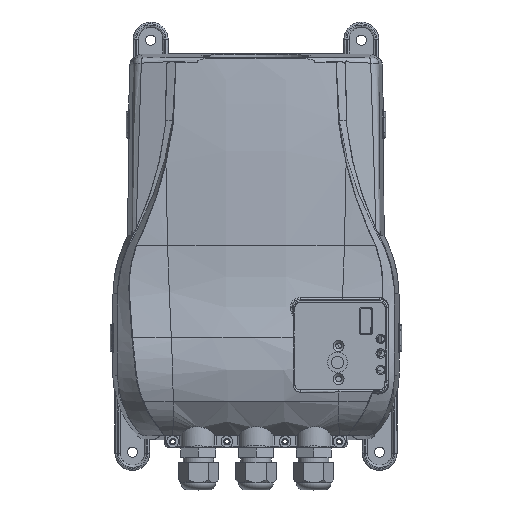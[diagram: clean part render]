
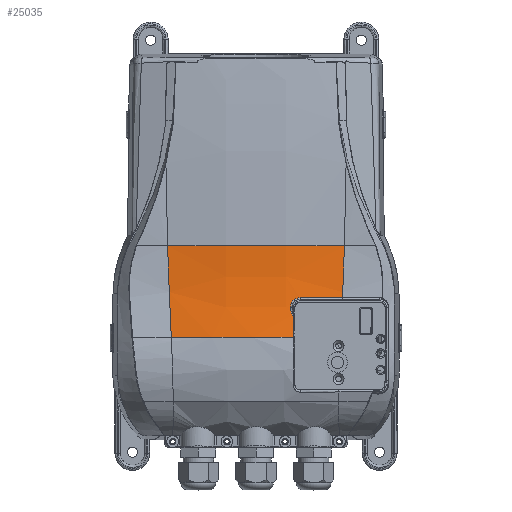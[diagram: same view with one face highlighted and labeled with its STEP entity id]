
A CAD part, top view. The second image highlights one B-rep face of the part: STEP entity #25035.
In plain terms, the highlighted free-form (B-spline) face has degree [3, 3] with [4, 4] control points.
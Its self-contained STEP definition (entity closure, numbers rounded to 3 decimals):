
#343=(
BOUNDED_CURVE()
B_SPLINE_CURVE(3,(#49775,#49776,#49777,#49778,#49779,#49780,#49781,#49782,
#49783,#49784,#49785,#49786),.UNSPECIFIED.,.F.,.F.)
B_SPLINE_CURVE_WITH_KNOTS((4,2,2,2,2,4),(0.,0.25,0.5,0.625,0.75,1.),
 .UNSPECIFIED.)
CURVE()
GEOMETRIC_REPRESENTATION_ITEM()
RATIONAL_B_SPLINE_CURVE((1.,1.,1.,1.,1.,1.,1.,1.,1.,1.,1.,1.))
REPRESENTATION_ITEM('')
);
#344=(
BOUNDED_CURVE()
B_SPLINE_CURVE(3,(#49831,#49832,#49833,#49834,#49835,#49836,#49837,#49838,
#49839,#49840,#49841,#49842,#49843,#49844),.UNSPECIFIED.,.F.,.F.)
B_SPLINE_CURVE_WITH_KNOTS((4,2,2,2,2,2,4),(0.,0.25,0.5,0.75,0.875,0.938,
1.),.UNSPECIFIED.)
CURVE()
GEOMETRIC_REPRESENTATION_ITEM()
RATIONAL_B_SPLINE_CURVE((1.,1.,1.,1.,1.,1.,1.,1.,1.,1.,1.,1.,1.,1.))
REPRESENTATION_ITEM('')
);
#731=(
BOUNDED_SURFACE()
B_SPLINE_SURFACE(3,3,((#50171,#50172,#50173,#50174),(#50175,#50176,#50177,
#50178),(#50179,#50180,#50181,#50182),(#50183,#50184,#50185,#50186)),
 .SURF_OF_REVOLUTION.,.F.,.F.,.F.)
B_SPLINE_SURFACE_WITH_KNOTS((4,4),(4,4),(0.,1.),(0.,1.),
 .PIECEWISE_BEZIER_KNOTS.)
GEOMETRIC_REPRESENTATION_ITEM()
RATIONAL_B_SPLINE_SURFACE(((1.,0.995,0.995,1.),
(1.,0.995,0.995,1.),(1.,0.995,0.995,
1.),(1.,0.995,0.995,1.)))
REPRESENTATION_ITEM('')
SURFACE()
);
#1570=LINE('',#49848,#3064);
#3064=VECTOR('',#29154,1000.);
#4781=B_SPLINE_CURVE_WITH_KNOTS('',3,(#49861,#49862,#49863,#49864),
 .UNSPECIFIED.,.F.,.F.,(4,4),(0.,1.),.UNSPECIFIED.);
#4782=B_SPLINE_CURVE_WITH_KNOTS('',3,(#49896,#49897,#49898,#49899),
 .UNSPECIFIED.,.F.,.F.,(4,4),(0.,0.025),
 .UNSPECIFIED.);
#4783=B_SPLINE_CURVE_WITH_KNOTS('',3,(#49901,#49902,#49903,#49904),
 .UNSPECIFIED.,.F.,.F.,(4,4),(0.,0.025),
 .UNSPECIFIED.);
#4785=B_SPLINE_CURVE_WITH_KNOTS('',3,(#49936,#49937,#49938,#49939),
 .UNSPECIFIED.,.F.,.F.,(4,4),(0.,1.),.UNSPECIFIED.);
#4786=B_SPLINE_CURVE_WITH_KNOTS('',3,(#49960,#49961,#49962,#49963),
 .UNSPECIFIED.,.F.,.F.,(4,4),(0.,1.),.UNSPECIFIED.);
#4792=B_SPLINE_CURVE_WITH_KNOTS('',3,(#50039,#50040,#50041,#50042),
 .UNSPECIFIED.,.F.,.F.,(4,4),(0.,0.025),.UNSPECIFIED.);
#4793=B_SPLINE_CURVE_WITH_KNOTS('',3,(#50045,#50046,#50047,#50048),
 .UNSPECIFIED.,.F.,.F.,(4,4),(0.,1.),.UNSPECIFIED.);
#8735=ORIENTED_EDGE('',*,*,#15426,.F.);
#8736=ORIENTED_EDGE('',*,*,#15435,.F.);
#8737=ORIENTED_EDGE('',*,*,#15434,.F.);
#8738=ORIENTED_EDGE('',*,*,#15440,.F.);
#8739=ORIENTED_EDGE('',*,*,#15423,.F.);
#8740=ORIENTED_EDGE('',*,*,#15422,.F.);
#8741=ORIENTED_EDGE('',*,*,#15421,.F.);
#8742=ORIENTED_EDGE('',*,*,#15420,.F.);
#8743=ORIENTED_EDGE('',*,*,#15419,.F.);
#8744=ORIENTED_EDGE('',*,*,#15417,.F.);
#8745=ORIENTED_EDGE('',*,*,#15415,.F.);
#8746=ORIENTED_EDGE('',*,*,#15428,.F.);
#15415=EDGE_CURVE('',#18883,#18884,#343,.T.);
#15417=EDGE_CURVE('',#18884,#18885,#344,.T.);
#15419=EDGE_CURVE('',#18885,#18860,#1570,.T.);
#15420=EDGE_CURVE('',#18860,#18863,#4781,.F.);
#15421=EDGE_CURVE('',#18863,#18866,#20711,.T.);
#15422=EDGE_CURVE('',#18866,#18886,#4782,.T.);
#15423=EDGE_CURVE('',#18886,#18887,#4783,.T.);
#15426=EDGE_CURVE('',#18888,#18889,#4785,.F.);
#15428=EDGE_CURVE('',#18889,#18883,#4786,.F.);
#15434=EDGE_CURVE('',#18893,#18894,#4792,.T.);
#15435=EDGE_CURVE('',#18894,#18888,#4793,.F.);
#15440=EDGE_CURVE('',#18887,#18893,#20713,.T.);
#18860=VERTEX_POINT('',#48075);
#18863=VERTEX_POINT('',#48221);
#18866=VERTEX_POINT('',#48441);
#18883=VERTEX_POINT('',#49774);
#18884=VERTEX_POINT('',#49787);
#18885=VERTEX_POINT('',#49845);
#18886=VERTEX_POINT('',#49900);
#18887=VERTEX_POINT('',#49905);
#18888=VERTEX_POINT('',#49935);
#18889=VERTEX_POINT('',#49940);
#18893=VERTEX_POINT('',#50043);
#18894=VERTEX_POINT('',#50044);
#20711=CIRCLE('',#26639,389.5);
#20713=CIRCLE('',#26641,382.273);
#21536=EDGE_LOOP('',(#8735,#8736,#8737,#8738,#8739,#8740,#8741,#8742,#8743,
#8744,#8745,#8746));
#23188=FACE_BOUND('',#21536,.T.);
#25035=ADVANCED_FACE('',(#23188),#731,.F.);
#26639=AXIS2_PLACEMENT_3D('',#49885,#29155,#29156);
#26641=AXIS2_PLACEMENT_3D('',#50187,#29161,#29162);
#29154=DIRECTION('',(0.972,-0.236,0.));
#29155=DIRECTION('',(0.,-1.,0.));
#29156=DIRECTION('',(-1.,0.,0.));
#29161=DIRECTION('',(0.,1.,0.));
#29162=DIRECTION('',(-1.,0.,0.));
#48075=CARTESIAN_POINT('',(-47.082,74.595,83.325));
#48221=CARTESIAN_POINT('',(-47.186,62.994,86.27));
#48441=CARTESIAN_POINT('',(-113.756,62.994,84.044));
#49774=CARTESIAN_POINT('',(-46.695,83.498,81.578));
#49775=CARTESIAN_POINT('',(-46.695,83.498,81.578));
#49776=CARTESIAN_POINT('',(-47.039,83.238,81.641));
#49777=CARTESIAN_POINT('',(-47.343,82.941,81.707));
#49778=CARTESIAN_POINT('',(-47.871,82.279,81.849));
#49779=CARTESIAN_POINT('',(-48.096,81.909,81.926));
#49780=CARTESIAN_POINT('',(-48.351,81.329,82.043));
#49781=CARTESIAN_POINT('',(-48.424,81.131,82.082));
#49782=CARTESIAN_POINT('',(-48.543,80.723,82.163));
#49783=CARTESIAN_POINT('',(-48.59,80.513,82.204));
#49784=CARTESIAN_POINT('',(-48.685,79.884,82.326));
#49785=CARTESIAN_POINT('',(-48.693,79.461,82.407));
#49786=CARTESIAN_POINT('',(-48.642,79.036,82.487));
#49787=CARTESIAN_POINT('',(-48.642,79.036,82.487));
#49831=CARTESIAN_POINT('',(-48.642,79.036,82.487));
#49832=CARTESIAN_POINT('',(-48.595,78.637,82.562));
#49833=CARTESIAN_POINT('',(-48.54,78.241,82.637));
#49834=CARTESIAN_POINT('',(-48.407,77.454,82.789));
#49835=CARTESIAN_POINT('',(-48.33,77.062,82.865));
#49836=CARTESIAN_POINT('',(-48.138,76.288,83.015));
#49837=CARTESIAN_POINT('',(-48.027,75.904,83.091));
#49838=CARTESIAN_POINT('',(-47.791,75.343,83.199));
#49839=CARTESIAN_POINT('',(-47.701,75.159,83.234));
#49840=CARTESIAN_POINT('',(-47.53,74.909,83.279));
#49841=CARTESIAN_POINT('',(-47.468,74.83,83.293));
#49842=CARTESIAN_POINT('',(-47.318,74.691,83.316));
#49843=CARTESIAN_POINT('',(-47.23,74.63,83.324));
#49844=CARTESIAN_POINT('',(-47.128,74.606,83.325));
#49845=CARTESIAN_POINT('',(-47.128,74.606,83.325));
#49848=CARTESIAN_POINT('',(-47.128,74.606,83.325));
#49861=CARTESIAN_POINT('',(-47.186,62.994,86.27));
#49862=CARTESIAN_POINT('',(-47.146,66.875,85.15));
#49863=CARTESIAN_POINT('',(-47.112,70.747,84.17));
#49864=CARTESIAN_POINT('',(-47.082,74.595,83.325));
#49885=CARTESIAN_POINT('',(-67.5,62.994,-302.7));
#49896=CARTESIAN_POINT('',(-113.756,62.994,84.044));
#49897=CARTESIAN_POINT('',(-114.169,71.111,81.642));
#49898=CARTESIAN_POINT('',(-114.509,79.358,79.812));
#49899=CARTESIAN_POINT('',(-114.847,87.731,78.55));
#49900=CARTESIAN_POINT('',(-114.847,87.731,78.55));
#49901=CARTESIAN_POINT('',(-114.847,87.731,78.55));
#49902=CARTESIAN_POINT('',(-115.185,96.094,77.289));
#49903=CARTESIAN_POINT('',(-115.516,104.534,76.605));
#49904=CARTESIAN_POINT('',(-115.774,112.994,76.512));
#49905=CARTESIAN_POINT('',(-115.774,112.994,76.512));
#49935=CARTESIAN_POINT('',(-20.277,84.682,79.036));
#49936=CARTESIAN_POINT('',(-43.411,84.605,81.203));
#49937=CARTESIAN_POINT('',(-35.687,84.622,80.716));
#49938=CARTESIAN_POINT('',(-27.971,84.648,79.993));
#49939=CARTESIAN_POINT('',(-20.277,84.682,79.036));
#49940=CARTESIAN_POINT('',(-43.411,84.605,81.203));
#49960=CARTESIAN_POINT('',(-46.695,83.498,81.578));
#49961=CARTESIAN_POINT('',(-45.754,84.21,81.407));
#49962=CARTESIAN_POINT('',(-44.597,84.603,81.278));
#49963=CARTESIAN_POINT('',(-43.411,84.605,81.203));
#50039=CARTESIAN_POINT('',(-19.226,112.994,76.512));
#50040=CARTESIAN_POINT('',(-19.506,104.535,76.607));
#50041=CARTESIAN_POINT('',(-19.815,96.094,77.289));
#50042=CARTESIAN_POINT('',(-20.153,87.731,78.55));
#50043=CARTESIAN_POINT('',(-19.226,112.994,76.512));
#50044=CARTESIAN_POINT('',(-20.153,87.731,78.55));
#50045=CARTESIAN_POINT('',(-20.277,84.682,79.036));
#50046=CARTESIAN_POINT('',(-20.236,85.702,78.865));
#50047=CARTESIAN_POINT('',(-20.194,86.718,78.703));
#50048=CARTESIAN_POINT('',(-20.153,87.731,78.55));
#50171=CARTESIAN_POINT('',(-117.274,62.994,83.607));
#50172=CARTESIAN_POINT('',(-84.182,62.994,87.87));
#50173=CARTESIAN_POINT('',(-50.818,62.994,87.87));
#50174=CARTESIAN_POINT('',(-17.726,62.994,83.607));
#50175=CARTESIAN_POINT('',(-116.679,79.178,78.989));
#50176=CARTESIAN_POINT('',(-83.983,79.178,83.201));
#50177=CARTESIAN_POINT('',(-51.017,79.178,83.201));
#50178=CARTESIAN_POINT('',(-18.321,79.178,78.989));
#50179=CARTESIAN_POINT('',(-116.365,96.155,76.555));
#50180=CARTESIAN_POINT('',(-83.878,96.155,80.741));
#50181=CARTESIAN_POINT('',(-51.122,96.155,80.741));
#50182=CARTESIAN_POINT('',(-18.635,96.155,76.555));
#50183=CARTESIAN_POINT('',(-116.35,112.994,76.439));
#50184=CARTESIAN_POINT('',(-83.873,112.994,80.623));
#50185=CARTESIAN_POINT('',(-51.127,112.994,80.623));
#50186=CARTESIAN_POINT('',(-18.65,112.994,76.439));
#50187=CARTESIAN_POINT('',(-67.5,112.994,-302.7));
